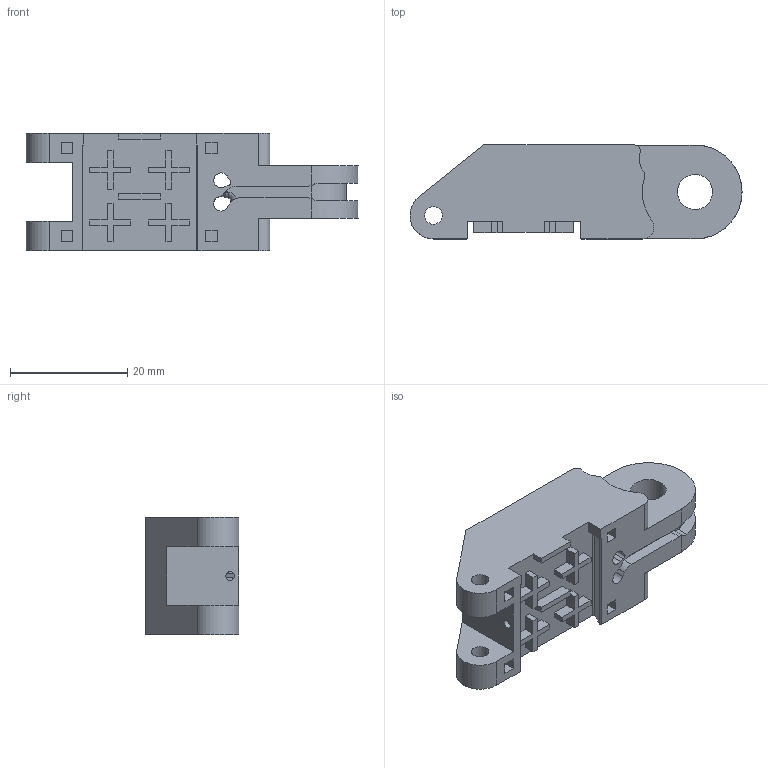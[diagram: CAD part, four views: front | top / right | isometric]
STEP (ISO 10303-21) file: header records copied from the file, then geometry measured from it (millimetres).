
FILE_DESCRIPTION(/* description */ (''),/* implementation_level */ '2;1');
FILE_NAME(/* name */ 'EndFlange.stp',/* time_stamp */ '2020-05-08T18:55:14+12:00',/* author */ ('Ajay Yadiki'),/* organization */ (''),/* preprocessor_version */ 'ST-DEVELOPER v18',/* originating_system */ 'Autodesk Inventor 2020',/* authorisation */ '');
FILE_SCHEMA (('AUTOMOTIVE_DESIGN { 1 0 10303 214 3 1 1 }'));
Length unit declared in the file: millimetre
Products named in the file (1): EndFlange
Bounding box: 56.59 x 16 x 20 mm (x, y, z)
Volume: 11024.9 mm3; surface area: 4964.8 mm2
Topology: 1 solids, 1 shells, 161 faces, 455 edges, 303 vertices
Faces by surface type: plane 110, cylinder 45, torus 4, bspline 2
Full cylindrical faces by diameter (mm): 1.5 x1, 3 x2, 6 x1
Entity records: 5361 total; most frequent: CARTESIAN_POINT 1068, ORIENTED_EDGE 910, DIRECTION 852, EDGE_CURVE 455, LINE 334, VECTOR 334, VERTEX_POINT 303, AXIS2_PLACEMENT_3D 259
